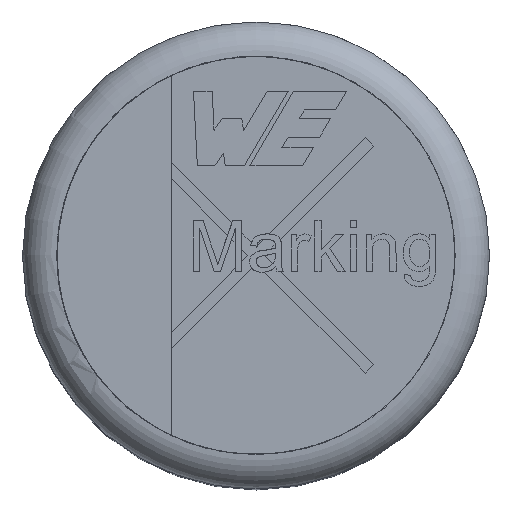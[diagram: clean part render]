
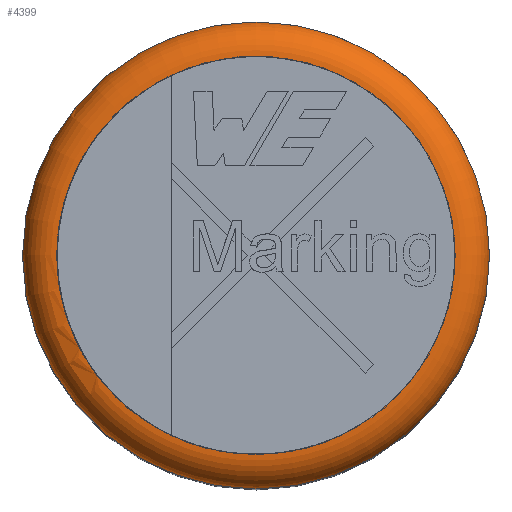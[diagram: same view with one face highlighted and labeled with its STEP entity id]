
A CAD part, top view. The second image highlights one B-rep face of the part: STEP entity #4399.
In plain terms, the highlighted toroidal (fillet/blend) face has major radius 3.413 mm and minor radius 0.587 mm.
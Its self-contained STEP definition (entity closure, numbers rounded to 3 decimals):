
#178=TOROIDAL_SURFACE('',#4655,3.413,0.587);
#1100=ORIENTED_EDGE('',*,*,#1742,.T.);
#1101=ORIENTED_EDGE('',*,*,#1889,.T.);
#1102=ORIENTED_EDGE('',*,*,#1887,.F.);
#1742=EDGE_CURVE('',#2173,#2172,#2456,.T.);
#1887=EDGE_CURVE('',#2289,#2289,#2457,.T.);
#1889=EDGE_CURVE('',#2172,#2173,#2459,.T.);
#2172=VERTEX_POINT('',#5806);
#2173=VERTEX_POINT('',#5808);
#2289=VERTEX_POINT('',#6497);
#2456=CIRCLE('',#4627,3.413);
#2457=CIRCLE('',#4653,4.);
#2459=CIRCLE('',#4656,3.413);
#2587=EDGE_LOOP('',(#1100,#1101));
#2588=EDGE_LOOP('',(#1102));
#2846=FACE_BOUND('',#2587,.T.);
#2847=FACE_BOUND('',#2588,.T.);
#4399=ADVANCED_FACE('',(#2846,#2847),#178,.T.);
#4627=AXIS2_PLACEMENT_3D('',#5807,#5000,#5001);
#4653=AXIS2_PLACEMENT_3D('',#6496,#5131,#5132);
#4655=AXIS2_PLACEMENT_3D('',#6500,#5135,#5136);
#4656=AXIS2_PLACEMENT_3D('',#6501,#5137,#5138);
#5000=DIRECTION('',(0.,0.,-1.));
#5001=DIRECTION('',(-1.,0.,0.));
#5131=DIRECTION('',(0.,0.,-1.));
#5132=DIRECTION('',(-1.,0.,0.));
#5135=DIRECTION('',(0.,0.,-1.));
#5136=DIRECTION('',(-1.,0.,0.));
#5137=DIRECTION('',(0.,0.,-1.));
#5138=DIRECTION('',(1.,0.,0.));
#5806=CARTESIAN_POINT('',(-1.455,-3.088,11.39));
#5807=CARTESIAN_POINT('',(0.,0.,11.39));
#5808=CARTESIAN_POINT('',(-1.455,3.088,11.39));
#6496=CARTESIAN_POINT('',(0.,0.,10.803));
#6497=CARTESIAN_POINT('',(-4.,0.,10.803));
#6500=CARTESIAN_POINT('',(0.,0.,10.803));
#6501=CARTESIAN_POINT('',(0.,0.,11.39));
